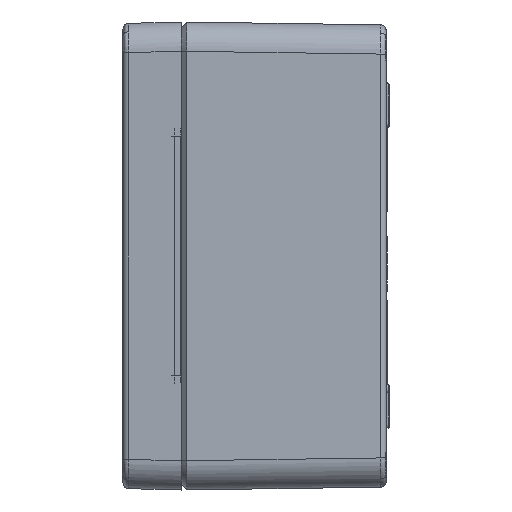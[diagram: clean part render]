
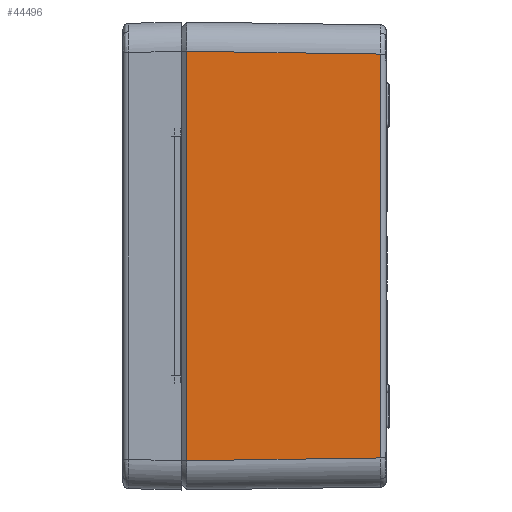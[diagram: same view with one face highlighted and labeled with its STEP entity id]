
A CAD part, left-side view. The second image highlights one B-rep face of the part: STEP entity #44496.
In plain terms, the highlighted planar face has unit normal (-1, -0.014, 0).
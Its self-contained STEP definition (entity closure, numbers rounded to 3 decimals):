
#4095=PLANE('',#48078);
#5733=LINE('',#104791,#8274);
#5734=LINE('',#104812,#8275);
#5735=LINE('',#104813,#8276);
#5736=LINE('',#104814,#8277);
#8274=VECTOR('',#55584,1000.);
#8275=VECTOR('',#55587,1000.);
#8276=VECTOR('',#55588,1000.);
#8277=VECTOR('',#55589,1000.);
#11903=FACE_OUTER_BOUND('',#15281,.T.);
#15281=EDGE_LOOP('',(#35234,#35235,#35236,#35237));
#20610=VERTEX_POINT('',#96564);
#21329=VERTEX_POINT('',#104790);
#21330=VERTEX_POINT('',#104810);
#21331=VERTEX_POINT('',#104811);
#26202=EDGE_CURVE('',#20610,#21329,#5733,.T.);
#26205=EDGE_CURVE('',#21330,#21331,#5734,.T.);
#26206=EDGE_CURVE('',#21331,#20610,#5735,.T.);
#26207=EDGE_CURVE('',#21329,#21330,#5736,.T.);
#35234=ORIENTED_EDGE('',*,*,#26205,.T.);
#35235=ORIENTED_EDGE('',*,*,#26206,.T.);
#35236=ORIENTED_EDGE('',*,*,#26202,.T.);
#35237=ORIENTED_EDGE('',*,*,#26207,.T.);
#44496=ADVANCED_FACE('',(#11903),#4095,.T.);
#48078=AXIS2_PLACEMENT_3D('',#104809,#55585,#55586);
#55584=DIRECTION('',(-0.014,1.,0.014));
#55585=DIRECTION('center_axis',(-1.,-0.014,
0.));
#55586=DIRECTION('ref_axis',(0.014,-1.,0.));
#55587=DIRECTION('',(0.014,-1.,0.014));
#55588=DIRECTION('',(0.,0.,1.));
#55589=DIRECTION('',(0.,0.,-1.));
#96564=CARTESIAN_POINT('',(-279.038,-68.028,69.039));
#104790=CARTESIAN_POINT('',(-279.975,-1.8,69.976));
#104791=CARTESIAN_POINT('',(-279.97,-2.12,69.971));
#104809=CARTESIAN_POINT('Origin',(-280.,0.,-80.));
#104810=CARTESIAN_POINT('',(-279.975,-1.8,-69.976));
#104811=CARTESIAN_POINT('',(-279.038,-68.028,-69.039));
#104812=CARTESIAN_POINT('',(-280.002,0.141,-70.003));
#104813=CARTESIAN_POINT('',(-279.038,-68.028,69.011));
#104814=CARTESIAN_POINT('',(-279.975,-1.8,-80.));
